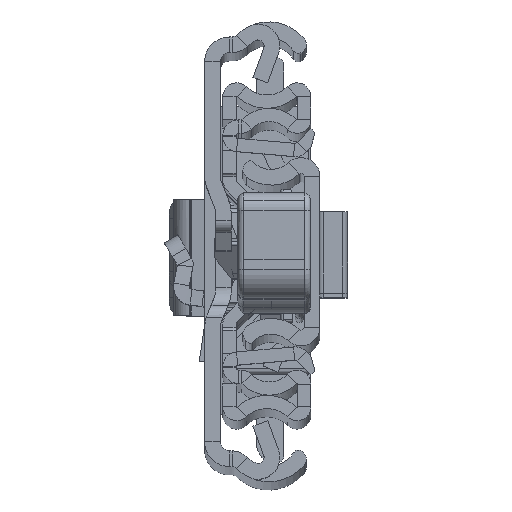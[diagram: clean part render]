
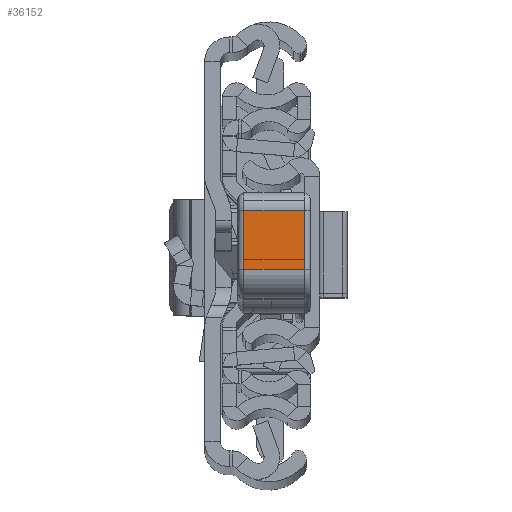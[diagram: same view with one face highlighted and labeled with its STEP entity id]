
A CAD part, top view. The second image highlights one B-rep face of the part: STEP entity #36152.
In plain terms, the highlighted face is planar.
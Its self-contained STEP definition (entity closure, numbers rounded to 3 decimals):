
#33 = VERTEX_POINT ( 'NONE', #27838 ) ;
#882 = VECTOR ( 'NONE', #22091, 1000. ) ;
#1225 = CARTESIAN_POINT ( 'NONE',  ( 39.818, -2.465, -11. ) ) ;
#1804 = AXIS2_PLACEMENT_3D ( 'NONE', #9928, #20901, #26899 ) ;
#2167 = LINE ( 'NONE', #22210, #10828 ) ;
#2270 = EDGE_CURVE ( 'NONE', #9823, #13908, #33493, .T. ) ;
#7551 = EDGE_LOOP ( 'NONE', ( #18994, #22327, #31520, #28874 ) ) ;
#8417 = FACE_OUTER_BOUND ( 'NONE', #7551, .T. ) ;
#9823 = VERTEX_POINT ( 'NONE', #38042 ) ;
#9928 = CARTESIAN_POINT ( 'NONE',  ( 39.55, -12.274, -11. ) ) ;
#10828 = VECTOR ( 'NONE', #11202, 1000. ) ;
#11202 = DIRECTION ( 'NONE',  ( -0.027, -1., 0. ) ) ;
#13908 = VERTEX_POINT ( 'NONE', #26239 ) ;
#15483 = PLANE ( 'NONE',  #1804 ) ;
#18994 = ORIENTED_EDGE ( 'NONE', *, *, #27024, .F. ) ;
#20901 = DIRECTION ( 'NONE',  ( -1., 0.027, 0. ) ) ;
#22091 = DIRECTION ( 'NONE',  ( 0.027, 1., 0. ) ) ;
#22210 = CARTESIAN_POINT ( 'NONE',  ( 39.55, -12.274, -10. ) ) ;
#22327 = ORIENTED_EDGE ( 'NONE', *, *, #22390, .F. ) ;
#22390 = EDGE_CURVE ( 'NONE', #27371, #33, #2167, .T. ) ;
#25098 = DIRECTION ( 'NONE',  ( 0., 0., 1. ) ) ;
#25409 = VECTOR ( 'NONE', #25098, 1000. ) ;
#26239 = CARTESIAN_POINT ( 'NONE',  ( 39.818, -2.465, 0. ) ) ;
#26899 = DIRECTION ( 'NONE',  ( -0.027, -1., 0. ) ) ;
#27024 = EDGE_CURVE ( 'NONE', #33, #9823, #28553, .T. ) ;
#27371 = VERTEX_POINT ( 'NONE', #32297 ) ;
#27625 = LINE ( 'NONE', #1225, #36323 ) ;
#27752 = EDGE_CURVE ( 'NONE', #13908, #27371, #27625, .T. ) ;
#27838 = CARTESIAN_POINT ( 'NONE',  ( 39.55, -12.274, -10. ) ) ;
#28553 = LINE ( 'NONE', #34726, #25409 ) ;
#28874 = ORIENTED_EDGE ( 'NONE', *, *, #2270, .F. ) ;
#31520 = ORIENTED_EDGE ( 'NONE', *, *, #27752, .F. ) ;
#32297 = CARTESIAN_POINT ( 'NONE',  ( 39.818, -2.465, -10. ) ) ;
#33493 = LINE ( 'NONE', #36757, #882 ) ;
#34726 = CARTESIAN_POINT ( 'NONE',  ( 39.55, -12.274, -11. ) ) ;
#36152 = ADVANCED_FACE ( 'NONE', ( #8417 ), #15483, .F. ) ;
#36323 = VECTOR ( 'NONE', #36889, 1000. ) ;
#36757 = CARTESIAN_POINT ( 'NONE',  ( 39.55, -12.274, 0. ) ) ;
#36889 = DIRECTION ( 'NONE',  ( 0., 0., -1. ) ) ;
#38042 = CARTESIAN_POINT ( 'NONE',  ( 39.55, -12.274, 0. ) ) ;
